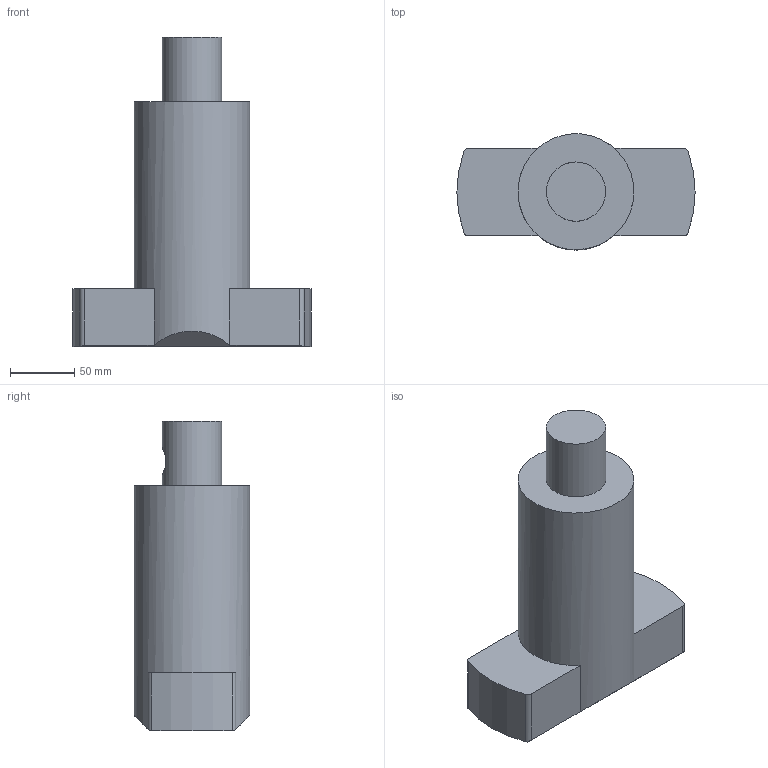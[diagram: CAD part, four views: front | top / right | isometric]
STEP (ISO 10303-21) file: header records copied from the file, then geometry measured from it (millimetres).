
FILE_DESCRIPTION((''),'1');
FILE_NAME('CKB7-SLN200ALDP-190.stp','2024-04-15T07:57:02',(''),(''),'Spatial Interop R21 SP3','Kubotek KeyCreator 2011 V10.0.2 (22737)',' ');
FILE_SCHEMA(('automotive_design'));
Length unit declared in the file: millimetre
Products named in the file (1): 240[2]
Bounding box: 185 x 90 x 240 mm (x, y, z)
Volume: 1584297.1 mm3; surface area: 100059.6 mm2
Topology: 1 solids, 1 shells, 53 faces, 104 edges, 71 vertices
Faces by surface type: plane 28, cylinder 25
Full cylindrical faces by diameter (mm): 8 x16, 21 x1, 46 x1, 90 x1
Entity records: 2433 total; most frequent: CARTESIAN_POINT 300, DIRECTION 238, PRESENTATION_STYLE_ASSIGNMENT 191, COLOUR_RGB 191, ORIENTED_EDGE 166, STYLED_ITEM 137, CURVE_STYLE 137, DRAUGHTING_PRE_DEFINED_CURVE_FONT 137
